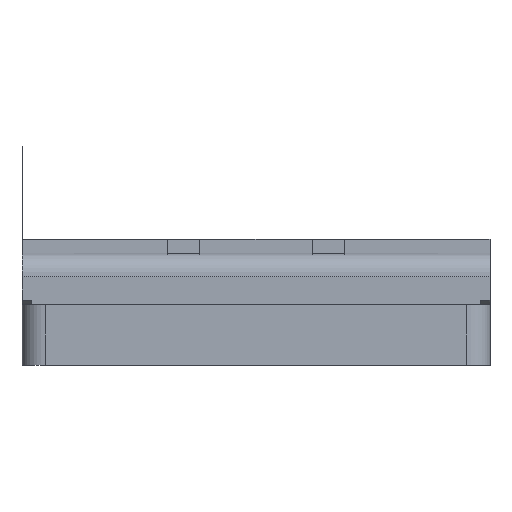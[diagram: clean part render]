
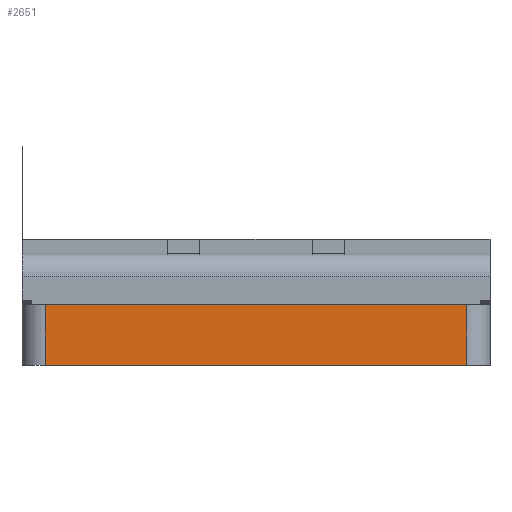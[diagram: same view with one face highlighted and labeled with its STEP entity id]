
A CAD part, front view. The second image highlights one B-rep face of the part: STEP entity #2651.
In plain terms, the highlighted planar face has unit normal (0, -1, 0).
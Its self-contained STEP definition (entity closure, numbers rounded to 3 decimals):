
#44 = PLANE('',#45);
#45 = AXIS2_PLACEMENT_3D('',#46,#47,#48);
#46 = CARTESIAN_POINT('',(114.,163.885,-1.));
#47 = DIRECTION('',(0.,0.,-1.));
#48 = DIRECTION('',(-1.,0.,0.));
#438 = VERTEX_POINT('',#439);
#439 = CARTESIAN_POINT('',(91.5,117.,-1.));
#458 = CYLINDRICAL_SURFACE('',#459,2.5);
#459 = AXIS2_PLACEMENT_3D('',#460,#461,#462);
#460 = CARTESIAN_POINT('',(91.5,119.5,-1.));
#461 = DIRECTION('',(0.,0.,1.));
#462 = DIRECTION('',(-1.,0.,0.));
#734 = VERTEX_POINT('',#735);
#735 = CARTESIAN_POINT('',(136.5,117.,-1.));
#754 = CYLINDRICAL_SURFACE('',#755,2.5);
#755 = AXIS2_PLACEMENT_3D('',#756,#757,#758);
#756 = CARTESIAN_POINT('',(136.5,119.5,-1.));
#757 = DIRECTION('',(0.,0.,1.));
#758 = DIRECTION('',(0.,-1.,0.));
#766 = EDGE_CURVE('',#438,#734,#767,.T.);
#767 = SURFACE_CURVE('',#768,(#772,#778),.PCURVE_S1.);
#768 = LINE('',#769,#770);
#769 = CARTESIAN_POINT('',(99.,117.,-1.));
#770 = VECTOR('',#771,1.);
#771 = DIRECTION('',(1.,0.,0.));
#772 = PCURVE('',#44,#773);
#773 = DEFINITIONAL_REPRESENTATION('',(#774),#777);
#774 = B_SPLINE_CURVE_WITH_KNOTS('',1,(#775,#776),.UNSPECIFIED.,.F.,.F.,
  (2,2),(-15.,45.),.PIECEWISE_BEZIER_KNOTS.);
#775 = CARTESIAN_POINT('',(30.,-46.885));
#776 = CARTESIAN_POINT('',(-30.,-46.885));
#777 = ( GEOMETRIC_REPRESENTATION_CONTEXT(2) 
PARAMETRIC_REPRESENTATION_CONTEXT() REPRESENTATION_CONTEXT('2D SPACE',''
  ) );
#778 = PCURVE('',#779,#784);
#779 = PLANE('',#780);
#780 = AXIS2_PLACEMENT_3D('',#781,#782,#783);
#781 = CARTESIAN_POINT('',(84.,117.,-2.));
#782 = DIRECTION('',(0.,1.,0.));
#783 = DIRECTION('',(0.,0.,1.));
#784 = DEFINITIONAL_REPRESENTATION('',(#785),#788);
#785 = B_SPLINE_CURVE_WITH_KNOTS('',1,(#786,#787),.UNSPECIFIED.,.F.,.F.,
  (2,2),(-15.,45.),.PIECEWISE_BEZIER_KNOTS.);
#786 = CARTESIAN_POINT('',(1.,0.));
#787 = CARTESIAN_POINT('',(1.,60.));
#788 = ( GEOMETRIC_REPRESENTATION_CONTEXT(2) 
PARAMETRIC_REPRESENTATION_CONTEXT() REPRESENTATION_CONTEXT('2D SPACE',''
  ) );
#2498 = PLANE('',#2499);
#2499 = AXIS2_PLACEMENT_3D('',#2500,#2501,#2502);
#2500 = CARTESIAN_POINT('',(89.,92.,5.5));
#2501 = DIRECTION('',(0.,0.,1.));
#2502 = DIRECTION('',(1.,0.,0.));
#2584 = EDGE_CURVE('',#438,#2585,#2587,.T.);
#2585 = VERTEX_POINT('',#2586);
#2586 = CARTESIAN_POINT('',(91.5,117.,5.5));
#2587 = SURFACE_CURVE('',#2588,(#2592,#2599),.PCURVE_S1.);
#2588 = LINE('',#2589,#2590);
#2589 = CARTESIAN_POINT('',(91.5,117.,-1.));
#2590 = VECTOR('',#2591,1.);
#2591 = DIRECTION('',(0.,0.,1.));
#2592 = PCURVE('',#458,#2593);
#2593 = DEFINITIONAL_REPRESENTATION('',(#2594),#2598);
#2594 = LINE('',#2595,#2596);
#2595 = CARTESIAN_POINT('',(1.571,0.));
#2596 = VECTOR('',#2597,1.);
#2597 = DIRECTION('',(0.,1.));
#2598 = ( GEOMETRIC_REPRESENTATION_CONTEXT(2) 
PARAMETRIC_REPRESENTATION_CONTEXT() REPRESENTATION_CONTEXT('2D SPACE',''
  ) );
#2599 = PCURVE('',#779,#2600);
#2600 = DEFINITIONAL_REPRESENTATION('',(#2601),#2605);
#2601 = LINE('',#2602,#2603);
#2602 = CARTESIAN_POINT('',(1.,7.5));
#2603 = VECTOR('',#2604,1.);
#2604 = DIRECTION('',(1.,0.));
#2605 = ( GEOMETRIC_REPRESENTATION_CONTEXT(2) 
PARAMETRIC_REPRESENTATION_CONTEXT() REPRESENTATION_CONTEXT('2D SPACE',''
  ) );
#2651 = ADVANCED_FACE('',(#2652),#779,.F.);
#2652 = FACE_BOUND('',#2653,.F.);
#2653 = EDGE_LOOP('',(#2654,#2655,#2656,#2677));
#2654 = ORIENTED_EDGE('',*,*,#766,.F.);
#2655 = ORIENTED_EDGE('',*,*,#2584,.T.);
#2656 = ORIENTED_EDGE('',*,*,#2657,.F.);
#2657 = EDGE_CURVE('',#2658,#2585,#2660,.T.);
#2658 = VERTEX_POINT('',#2659);
#2659 = CARTESIAN_POINT('',(136.5,117.,5.5));
#2660 = SURFACE_CURVE('',#2661,(#2665,#2671),.PCURVE_S1.);
#2661 = LINE('',#2662,#2663);
#2662 = CARTESIAN_POINT('',(86.5,117.,5.5));
#2663 = VECTOR('',#2664,1.);
#2664 = DIRECTION('',(-1.,0.,0.));
#2665 = PCURVE('',#779,#2666);
#2666 = DEFINITIONAL_REPRESENTATION('',(#2667),#2670);
#2667 = B_SPLINE_CURVE_WITH_KNOTS('',1,(#2668,#2669),.UNSPECIFIED.,.F.,
  .F.,(2,2),(-57.5,2.5),.PIECEWISE_BEZIER_KNOTS.);
#2668 = CARTESIAN_POINT('',(7.5,60.));
#2669 = CARTESIAN_POINT('',(7.5,0.));
#2670 = ( GEOMETRIC_REPRESENTATION_CONTEXT(2) 
PARAMETRIC_REPRESENTATION_CONTEXT() REPRESENTATION_CONTEXT('2D SPACE',''
  ) );
#2671 = PCURVE('',#2498,#2672);
#2672 = DEFINITIONAL_REPRESENTATION('',(#2673),#2676);
#2673 = B_SPLINE_CURVE_WITH_KNOTS('',1,(#2674,#2675),.UNSPECIFIED.,.F.,
  .F.,(2,2),(-57.5,2.5),.PIECEWISE_BEZIER_KNOTS.);
#2674 = CARTESIAN_POINT('',(55.,25.));
#2675 = CARTESIAN_POINT('',(-5.,25.));
#2676 = ( GEOMETRIC_REPRESENTATION_CONTEXT(2) 
PARAMETRIC_REPRESENTATION_CONTEXT() REPRESENTATION_CONTEXT('2D SPACE',''
  ) );
#2677 = ORIENTED_EDGE('',*,*,#2678,.F.);
#2678 = EDGE_CURVE('',#734,#2658,#2679,.T.);
#2679 = SURFACE_CURVE('',#2680,(#2684,#2691),.PCURVE_S1.);
#2680 = LINE('',#2681,#2682);
#2681 = CARTESIAN_POINT('',(136.5,117.,-1.));
#2682 = VECTOR('',#2683,1.);
#2683 = DIRECTION('',(0.,0.,1.));
#2684 = PCURVE('',#779,#2685);
#2685 = DEFINITIONAL_REPRESENTATION('',(#2686),#2690);
#2686 = LINE('',#2687,#2688);
#2687 = CARTESIAN_POINT('',(1.,52.5));
#2688 = VECTOR('',#2689,1.);
#2689 = DIRECTION('',(1.,0.));
#2690 = ( GEOMETRIC_REPRESENTATION_CONTEXT(2) 
PARAMETRIC_REPRESENTATION_CONTEXT() REPRESENTATION_CONTEXT('2D SPACE',''
  ) );
#2691 = PCURVE('',#754,#2692);
#2692 = DEFINITIONAL_REPRESENTATION('',(#2693),#2697);
#2693 = LINE('',#2694,#2695);
#2694 = CARTESIAN_POINT('',(0.,0.));
#2695 = VECTOR('',#2696,1.);
#2696 = DIRECTION('',(0.,1.));
#2697 = ( GEOMETRIC_REPRESENTATION_CONTEXT(2) 
PARAMETRIC_REPRESENTATION_CONTEXT() REPRESENTATION_CONTEXT('2D SPACE',''
  ) );
